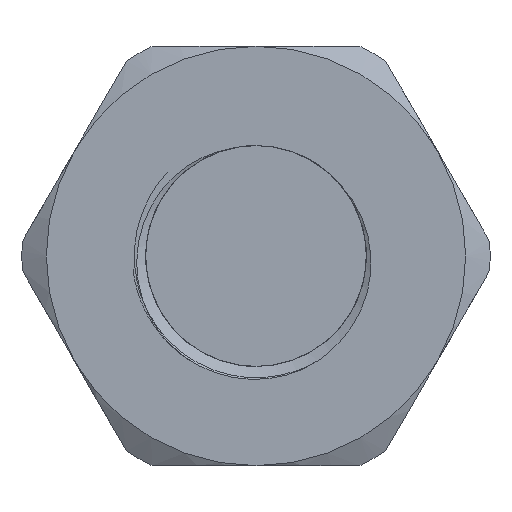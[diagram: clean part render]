
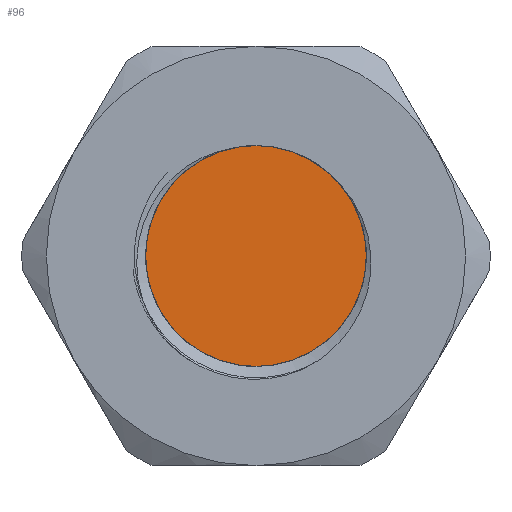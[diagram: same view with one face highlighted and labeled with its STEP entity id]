
A CAD part, left-side view. The second image highlights one B-rep face of the part: STEP entity #96.
In plain terms, the highlighted planar face has unit normal (-1, 0, 0).
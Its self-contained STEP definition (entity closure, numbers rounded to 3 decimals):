
#96 = ADVANCED_FACE ( 'NONE', ( #3878 ), #3076, .F. ) ;
#179 = CIRCLE ( 'NONE', #2944, 5.85 ) ;
#704 = EDGE_LOOP ( 'NONE', ( #7895, #7880 ) ) ;
#863 = VERTEX_POINT ( 'NONE', #1604 ) ;
#1604 = CARTESIAN_POINT ( 'NONE',  ( 13.437, 0., 5.85 ) ) ;
#1694 = CARTESIAN_POINT ( 'NONE',  ( 13.437, 0., 0. ) ) ;
#1695 = DIRECTION ( 'NONE',  ( -1., 0., 0. ) ) ;
#1696 = DIRECTION ( 'NONE',  ( 0., 0., -1. ) ) ;
#2944 = AXIS2_PLACEMENT_3D ( 'NONE', #6367, #6368, #6369 ) ;
#3074 = CARTESIAN_POINT ( 'NONE',  ( 13.437, 7.797, 0. ) ) ;
#3076 = PLANE ( 'NONE',  #7045 ) ;
#3079 = DIRECTION ( 'NONE',  ( 1., 0., 0. ) ) ;
#3080 = DIRECTION ( 'NONE',  ( 0., 0., -1. ) ) ;
#3878 = FACE_OUTER_BOUND ( 'NONE', #704, .T. ) ;
#4087 = CIRCLE ( 'NONE', #7177, 5.85 ) ;
#6367 = CARTESIAN_POINT ( 'NONE',  ( 13.437, 0., 0. ) ) ;
#6368 = DIRECTION ( 'NONE',  ( -1., 0., 0. ) ) ;
#6369 = DIRECTION ( 'NONE',  ( 0., 0., -1. ) ) ;
#6506 = CARTESIAN_POINT ( 'NONE',  ( 13.437, 0., -5.85 ) ) ;
#6711 = EDGE_CURVE ( 'NONE', #7978, #863, #4087, .T. ) ;
#7045 = AXIS2_PLACEMENT_3D ( 'NONE', #3074, #3079, #3080 ) ;
#7177 = AXIS2_PLACEMENT_3D ( 'NONE', #1694, #1695, #1696 ) ;
#7282 = EDGE_CURVE ( 'NONE', #863, #7978, #179, .T. ) ;
#7880 = ORIENTED_EDGE ( 'NONE', *, *, #6711, .T. ) ;
#7895 = ORIENTED_EDGE ( 'NONE', *, *, #7282, .T. ) ;
#7978 = VERTEX_POINT ( 'NONE', #6506 ) ;
